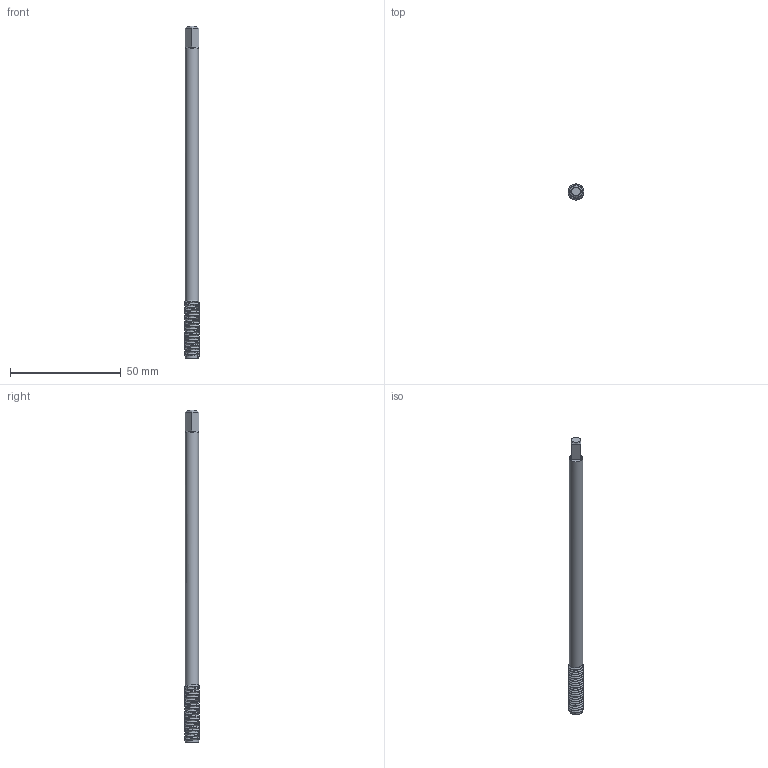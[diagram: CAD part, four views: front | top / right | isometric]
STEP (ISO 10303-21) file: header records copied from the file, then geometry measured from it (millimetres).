
FILE_DESCRIPTION(/* description */ (''),/* implementation_level */ '2;1');
FILE_NAME(/* name */ '23-508-150.stp',/* time_stamp */ '2023-03-02T08:40:01-05:00',/* author */ ('esanner'),/* organization */ (''),/* preprocessor_version */ 'ST-DEVELOPER v19',/* originating_system */ 'AutoCAD Mechanical',/* authorisation */ '');
FILE_SCHEMA (('AUTOMOTIVE_DESIGN { 1 0 10303 214 3 1 1 }'));
Length unit declared in the file: millimetre
Products named in the file (1): Product
Bounding box: 7.21 x 7.22 x 150 mm (x, y, z)
Volume: 4289.2 mm3; surface area: 3109.2 mm2
Topology: 1 solids, 1 shells, 25 faces, 52 edges, 29 vertices
Faces by surface type: plane 12, cylinder 7, bspline 6
Full cylindrical faces by diameter (mm): 6 x1
Entity records: 4087 total; most frequent: CARTESIAN_POINT 3577, ORIENTED_EDGE 104, DIRECTION 88, EDGE_CURVE 52, AXIS2_PLACEMENT_3D 30, VERTEX_POINT 29, LINE 28, VECTOR 28
